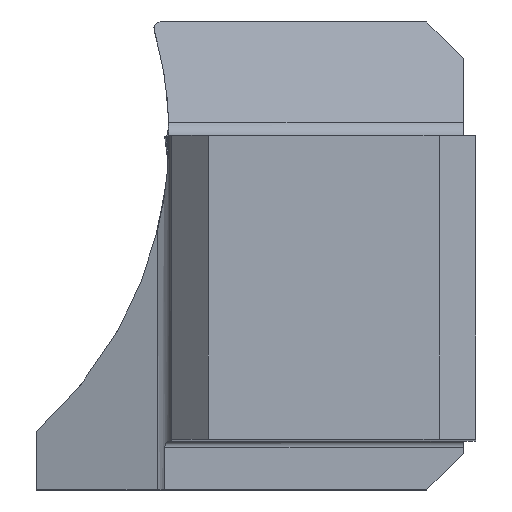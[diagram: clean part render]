
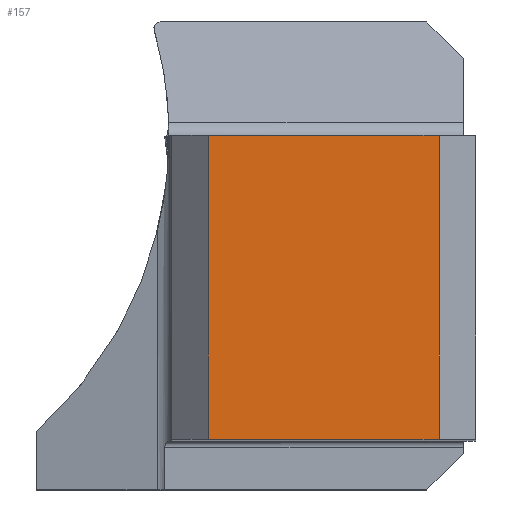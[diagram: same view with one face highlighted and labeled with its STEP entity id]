
A CAD part, top view. The second image highlights one B-rep face of the part: STEP entity #157.
In plain terms, the highlighted planar face has unit normal (0, 0, 1).
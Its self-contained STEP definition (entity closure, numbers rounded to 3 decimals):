
#118=PLANE('',#1395);
#157=ADVANCED_FACE('CU_BACK_SU1',(#238),#118,.F.);
#238=FACE_OUTER_BOUND('',#300,.T.);
#300=EDGE_LOOP('',(#642,#643,#644,#645));
#406=LINE('',#2716,#488);
#407=LINE('',#2719,#489);
#408=LINE('',#2721,#490);
#409=LINE('',#2723,#491);
#488=VECTOR('',#1552,1.);
#489=VECTOR('',#1553,1.);
#490=VECTOR('',#1554,1.);
#491=VECTOR('',#1555,1.);
#642=ORIENTED_EDGE('',*,*,#1105,.F.);
#643=ORIENTED_EDGE('',*,*,#1106,.T.);
#644=ORIENTED_EDGE('',*,*,#1107,.T.);
#645=ORIENTED_EDGE('',*,*,#1108,.F.);
#961=VERTEX_POINT('',#2717);
#962=VERTEX_POINT('',#2718);
#963=VERTEX_POINT('',#2720);
#964=VERTEX_POINT('',#2722);
#1105=EDGE_CURVE('',#961,#962,#406,.T.);
#1106=EDGE_CURVE('',#961,#963,#407,.T.);
#1107=EDGE_CURVE('',#963,#964,#408,.T.);
#1108=EDGE_CURVE('',#962,#964,#409,.T.);
#1395=AXIS2_PLACEMENT_3D('',#2724,#1556,#1557);
#1552=DIRECTION('',(0.,1.,0.));
#1553=DIRECTION('',(1.,0.,0.));
#1554=DIRECTION('',(0.,1.,0.));
#1555=DIRECTION('',(1.,0.,0.));
#1556=DIRECTION('',(0.,0.,-1.));
#1557=DIRECTION('',(-1.,0.,0.));
#2716=CARTESIAN_POINT('',(-21.925,0.,0.));
#2717=CARTESIAN_POINT('',(-21.925,0.,0.));
#2718=CARTESIAN_POINT('',(-21.925,24.925,0.));
#2719=CARTESIAN_POINT('',(-110.,0.,0.));
#2720=CARTESIAN_POINT('',(-3.,0.,0.));
#2721=CARTESIAN_POINT('',(-3.,0.,0.));
#2722=CARTESIAN_POINT('',(-3.,24.925,0.));
#2723=CARTESIAN_POINT('',(-110.,24.925,0.));
#2724=CARTESIAN_POINT('',(23.246,44.925,0.));
